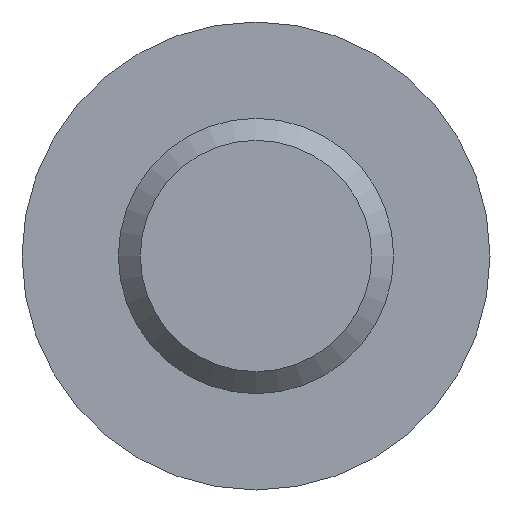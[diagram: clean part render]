
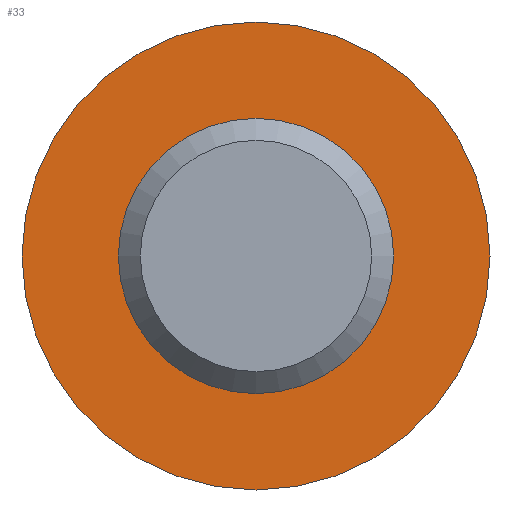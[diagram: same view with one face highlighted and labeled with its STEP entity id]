
A CAD part, front view. The second image highlights one B-rep face of the part: STEP entity #33.
In plain terms, the highlighted planar face has unit normal (0, -1, 0).
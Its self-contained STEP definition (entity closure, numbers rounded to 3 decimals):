
#7 = EDGE_CURVE ( 'NONE', #520, #520, #177, .T. ) ;
#33 = ADVANCED_FACE ( 'NONE', ( #293, #164 ), #334, .F. ) ;
#47 = DIRECTION ( 'NONE',  ( 0., 0., -1. ) ) ;
#64 = EDGE_CURVE ( 'NONE', #342, #342, #65, .T. ) ;
#65 = CIRCLE ( 'NONE', #518, 2.5 ) ;
#100 = AXIS2_PLACEMENT_3D ( 'NONE', #290, #537, #47 ) ;
#108 = CARTESIAN_POINT ( 'NONE',  ( 0., 40., -2.5 ) ) ;
#112 = ORIENTED_EDGE ( 'NONE', *, *, #7, .T. ) ;
#135 = DIRECTION ( 'NONE',  ( 0., 0., -1. ) ) ;
#164 = FACE_OUTER_BOUND ( 'NONE', #461, .T. ) ;
#171 = CARTESIAN_POINT ( 'NONE',  ( 0., 40., 0. ) ) ;
#177 = CIRCLE ( 'NONE', #100, 4.25 ) ;
#232 = ORIENTED_EDGE ( 'NONE', *, *, #64, .F. ) ;
#254 = DIRECTION ( 'NONE',  ( 0., -1., 0. ) ) ;
#290 = CARTESIAN_POINT ( 'NONE',  ( 0., 40., 0. ) ) ;
#293 = FACE_BOUND ( 'NONE', #475, .T. ) ;
#334 = PLANE ( 'NONE',  #422 ) ;
#342 = VERTEX_POINT ( 'NONE', #108 ) ;
#416 = DIRECTION ( 'NONE',  ( 0., 1., 0. ) ) ;
#422 = AXIS2_PLACEMENT_3D ( 'NONE', #502, #416, #456 ) ;
#456 = DIRECTION ( 'NONE',  ( 0., 0., 1. ) ) ;
#461 = EDGE_LOOP ( 'NONE', ( #112 ) ) ;
#475 = EDGE_LOOP ( 'NONE', ( #232 ) ) ;
#502 = CARTESIAN_POINT ( 'NONE',  ( -2.5, 40., 0. ) ) ;
#513 = CARTESIAN_POINT ( 'NONE',  ( 0., 40., -4.25 ) ) ;
#518 = AXIS2_PLACEMENT_3D ( 'NONE', #171, #254, #135 ) ;
#520 = VERTEX_POINT ( 'NONE', #513 ) ;
#537 = DIRECTION ( 'NONE',  ( 0., -1., 0. ) ) ;
